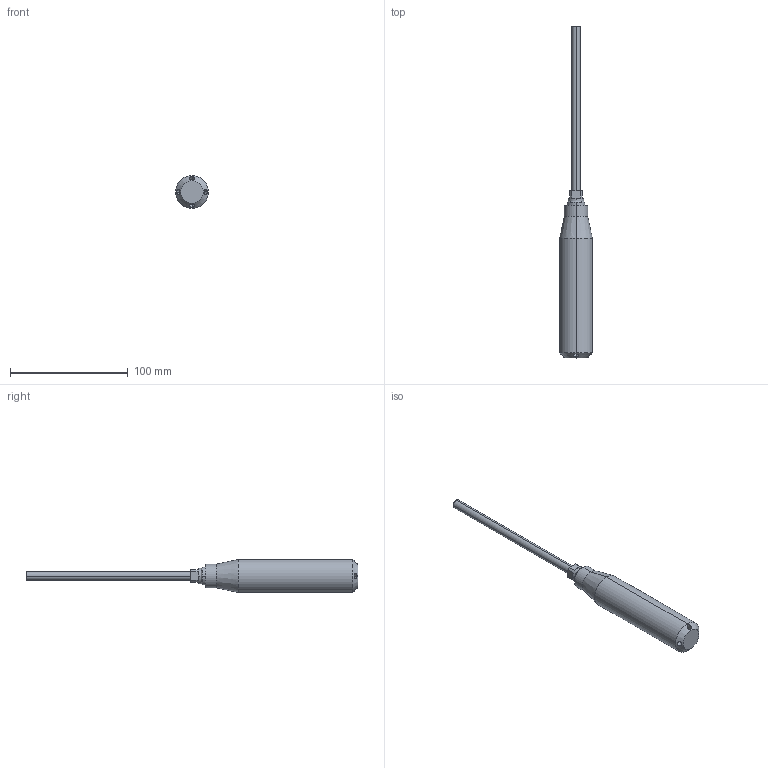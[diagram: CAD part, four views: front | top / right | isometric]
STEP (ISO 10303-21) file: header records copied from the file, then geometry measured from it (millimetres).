
FILE_DESCRIPTION (( 'STEP AP214' ), '1' );
FILE_NAME ('LTSUB7002-3202_3D.step', '2023-04-04T16:11:07', ( '' ), ( '' ), 'SwSTEP 2.0', 'SolidWorks 2022', '' );
FILE_SCHEMA (( 'AUTOMOTIVE_DESIGN' ));
Length unit declared in the file: inch
Products named in the file (3): Copy (2) of 700-101^LTSUB7002-3202; LTSUB7002-3202_3D; Copy of PRT0002^LTSUB7002-3202
Assembly tree (2 placements, depth 2):
  LTSUB7002-3202_3D
    Copy (2) of 700-101^LTSUB7002-3202
    Copy of PRT0002^LTSUB7002-3202
Bounding box: 28 x 281.52 x 28 mm (x, y, z)
Volume: 81047.2 mm3; surface area: 17544.4 mm2
Topology: 3 solids, 3 shells, 59 faces, 129 edges, 79 vertices
Faces by surface type: cylinder 26, plane 19, cone 14
Entity records: 1957 total; most frequent: CARTESIAN_POINT 488, DIRECTION 312, ORIENTED_EDGE 258, EDGE_CURVE 129, AXIS2_PLACEMENT_3D 127, VERTEX_POINT 79, EDGE_LOOP 64, CIRCLE 63
